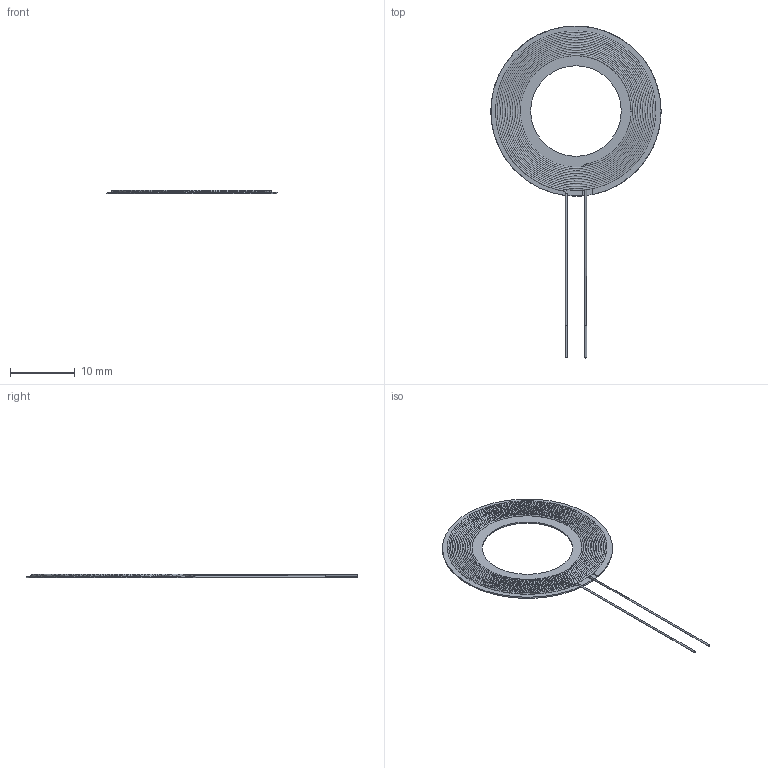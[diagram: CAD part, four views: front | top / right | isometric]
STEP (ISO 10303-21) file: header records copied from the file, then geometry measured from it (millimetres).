
FILE_DESCRIPTION(/* description */ ('Unknown'),/* implementation_level */ '2;1');
FILE_NAME(/* name */ 'L_Wurth_WE-WPCC-RX_760308105309',/* time_stamp */ '2025-04-22T17:36:35+08:00',/* author */ ('Unknown'),/* organization */ ('Unknown'),/* preprocessor_version */ 'ST-DEVELOPER v19.4',/* originating_system */ 'Solid Edge',/* authorisation */ 'Unknown');
FILE_SCHEMA (('AUTOMOTIVE_DESIGN {1 0 10303 214 3 1 1}'));
Length unit declared in the file: millimetre
Products named in the file (2): L_Wurth_WE-WPCC-RX_760308105309
Assembly tree (1 placements, depth 2):
  L_Wurth_WE-WPCC-RX_760308105309
    L_Wurth_WE-WPCC-RX_760308105309
Bounding box: 26.29 x 51.29 x 0.53 mm (x, y, z)
Volume: 136 mm3; surface area: 1621.9 mm2
Topology: 1 solids, 1 shells, 22 faces, 57 edges, 38 vertices
Faces by surface type: plane 9, bspline 6, cylinder 6, torus 1
Full cylindrical faces by diameter (mm): 0.25 x1, 0.27 x2, 14 x1
Entity records: 3256 total; most frequent: CARTESIAN_POINT 2602, ORIENTED_EDGE 90, DIRECTION 78, EDGE_CURVE 45, EDGE_LOOP 39, FACE_BOUND 39, VERTEX_POINT 34, AXIS2_PLACEMENT_3D 33
